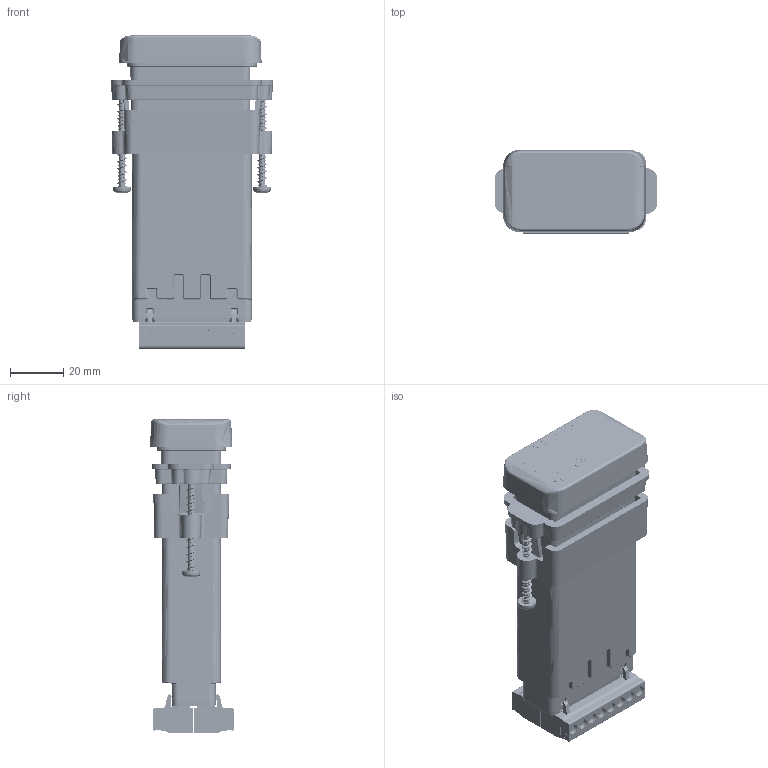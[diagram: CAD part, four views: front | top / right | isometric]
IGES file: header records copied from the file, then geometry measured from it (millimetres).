
Start section: SolidWorks IGES file using analytic representation for surfaces
Global section: file name: PM3 Legacy Limit.IGS; native system: SolidWorks 2020; preprocessor: SolidWorks 2020; author: Papbob; date: 211202.092811; units: inch
Bounding box: 60.71 x 31.45 x 117.11 mm (x, y, z)
Surface area: 48883.3 mm2 (no closed solid volume)
Topology: 0 solids, 0 shells, 2709 faces, 36593 edges, 43305 vertices
Faces by surface type: bspline 1852, revolution 857
